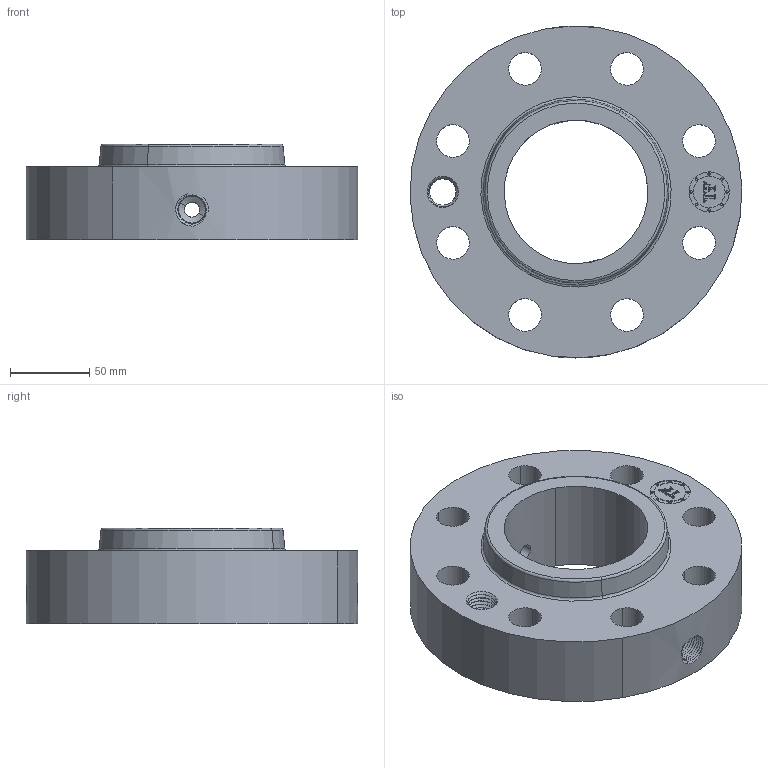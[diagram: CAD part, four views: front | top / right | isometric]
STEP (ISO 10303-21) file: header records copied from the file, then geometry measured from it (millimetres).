
FILE_DESCRIPTION(('3D STEP'),'2;1');
FILE_NAME('3-300-RTJ-SLIP-ON-ORIF-FLANGE.stp','2013-10-20T18:40:55+00:00',('Texas Flange'),(''),'CATIA Version 5 Release 20 SP 6 (IN-10)','CATIA V5 STEP AP214','800-826-3801');
FILE_SCHEMA(('AUTOMOTIVE_DESIGN { 1 0 10303 214 1 1 1 1 }'));
Length unit declared in the file: inch
Products named in the file (1): 3-300-RTJ-SLIP-ON-ORIF-FLANGE
Bounding box: 209.49 x 209.55 x 60.27 mm (x, y, z)
Volume: 1171319.9 mm3; surface area: 139873.2 mm2
Topology: 1 solids, 1 shells, 793 faces, 2148 edges, 1377 vertices
Faces by surface type: plane 370, bspline 267, cylinder 94, cone 50, torus 8, revolution 4
Entity records: 33480 total; most frequent: CARTESIAN_POINT 13935, ORIENTED_EDGE 4296, EDGE_CURVE 2148, DIRECTION 2085, VERTEX_POINT 1377, VECTOR 1185, LINE 1185, B_SPLINE_CURVE_WITH_KNOTS 841
